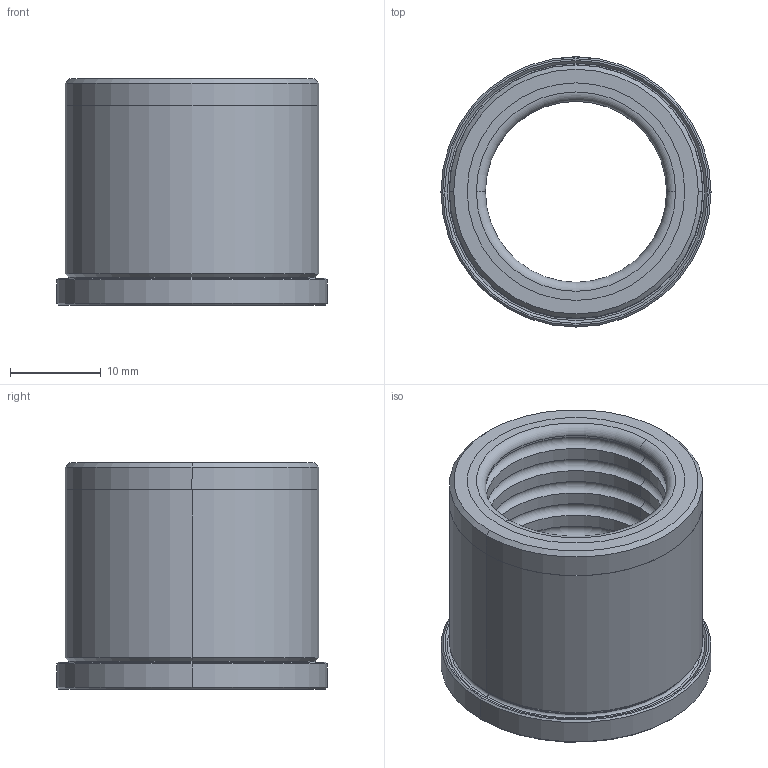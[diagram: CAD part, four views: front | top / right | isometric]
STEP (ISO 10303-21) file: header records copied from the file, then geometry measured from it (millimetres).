
FILE_DESCRIPTION (( 'STEP AP214' ), '1' );
FILE_NAME ('SGFZ-D28-d20-25.STEP', '2021-07-31T07:49:43', ( 'User' ), ( 'china' ), 'SwSTEP 2.0', 'SolidWorks 2016', '' );
FILE_SCHEMA (( 'AUTOMOTIVE_DESIGN' ));
Length unit declared in the file: millimetre
Products named in the file (3): SGFZ-D28-d20-25肣杶; SGFZ-D28-d20-25詩杶; SGFZ-D28-d20-25
Assembly tree (2 placements, depth 2):
  SGFZ-D28-d20-25
    SGFZ-D28-d20-25詩杶
    SGFZ-D28-d20-25肣杶
Bounding box: 29.8 x 29.8 x 25 mm (x, y, z)
Volume: 7284.2 mm3; surface area: 8725.4 mm2
Topology: 2 solids, 2 shells, 89 faces, 192 edges, 112 vertices
Faces by surface type: cylinder 42, torus 22, plane 15, cone 10
Entity records: 2672 total; most frequent: CARTESIAN_POINT 600, DIRECTION 458, ORIENTED_EDGE 384, AXIS2_PLACEMENT_3D 196, EDGE_CURVE 192, VERTEX_POINT 112, CIRCLE 102, EDGE_LOOP 98
